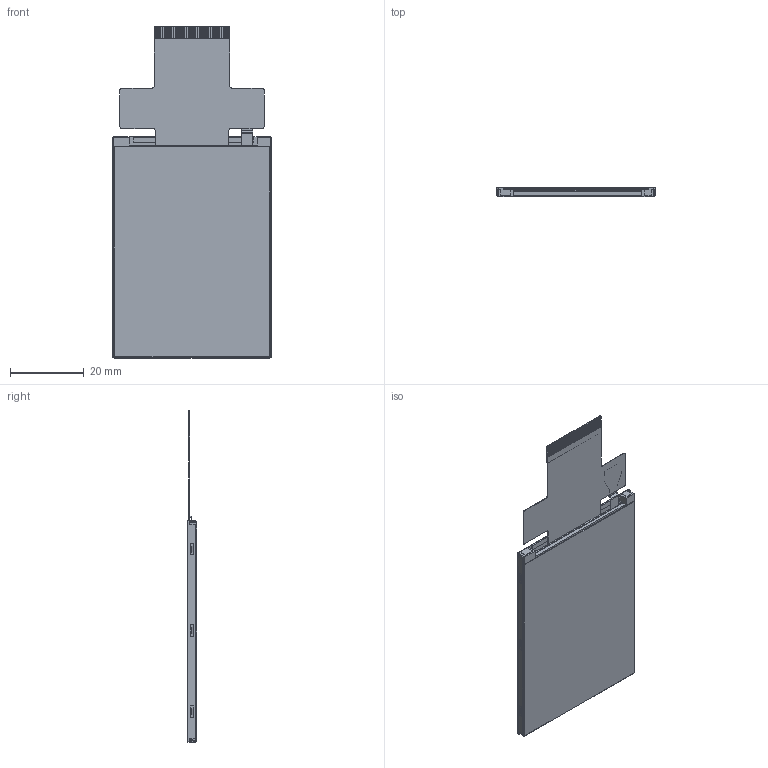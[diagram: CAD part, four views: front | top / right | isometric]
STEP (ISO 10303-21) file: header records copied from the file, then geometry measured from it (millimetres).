
FILE_DESCRIPTION (( 'STEP AP203' ), '1' );
FILE_NAME ('NHD-2.4-240320AF-CSXP_Rev2A.STEP', '2023-06-15T13:34:01', ( '' ), ( '' ), 'SwSTEP 2.0', 'SolidWorks 2019', '' );
FILE_SCHEMA (( 'CONFIG_CONTROL_DESIGN' ));
Length unit declared in the file: millimetre
Products named in the file (1): NHD-2.4-240320AF-CSXP_Rev2A
Bounding box: 42.8 x 2.55 x 89.91 mm (x, y, z)
Volume: 5739.5 mm3; surface area: 19309.5 mm2
Topology: 46 solids, 46 shells, 502 faces, 1181 edges, 780 vertices
Faces by surface type: plane 454, cylinder 41, bspline 6, torus 1
Entity records: 14233 total; most frequent: CARTESIAN_POINT 2596, ORIENTED_EDGE 2358, DIRECTION 2246, EDGE_CURVE 1179, VECTOR 1090, LINE 1090, VERTEX_POINT 780, AXIS2_PLACEMENT_3D 578
